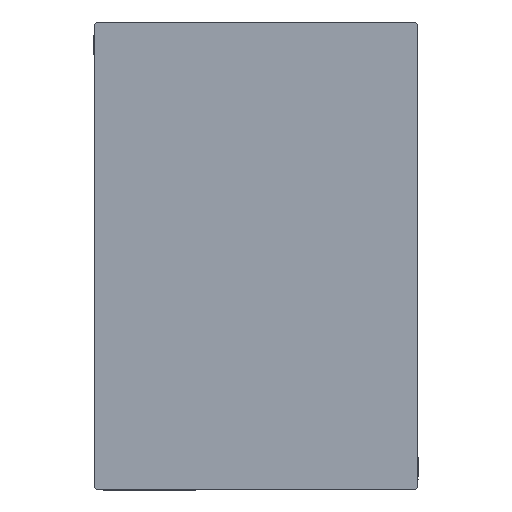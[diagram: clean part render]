
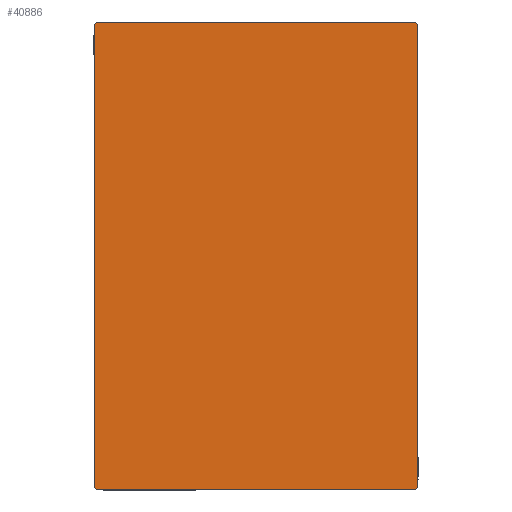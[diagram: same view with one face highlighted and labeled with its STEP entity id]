
A CAD part, left-side view. The second image highlights one B-rep face of the part: STEP entity #40886.
In plain terms, the highlighted face is planar.
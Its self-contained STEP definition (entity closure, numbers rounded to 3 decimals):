
#13 = CARTESIAN_POINT ( 'NONE',  ( 70., -27.35, -27.35 ) ) ;
#1464 = VERTEX_POINT ( 'NONE', #6518 ) ;
#1582 = CARTESIAN_POINT ( 'NONE',  ( 70., -22.2, 32.5 ) ) ;
#3724 = VERTEX_POINT ( 'NONE', #43871 ) ;
#3814 = CARTESIAN_POINT ( 'NONE',  ( 70., -22.2, -32.5 ) ) ;
#4749 = EDGE_CURVE ( 'NONE', #42025, #11997, #6532, .T. ) ;
#4853 = CARTESIAN_POINT ( 'NONE',  ( 70., 22.5, 32.5 ) ) ;
#4975 = ORIENTED_EDGE ( 'NONE', *, *, #22796, .T. ) ;
#4990 = FACE_OUTER_BOUND ( 'NONE', #26769, .T. ) ;
#6151 = DIRECTION ( 'NONE',  ( 0., 0.707, 0.707 ) ) ;
#6266 = DIRECTION ( 'NONE',  ( 0., -0.707, 0.707 ) ) ;
#6518 = CARTESIAN_POINT ( 'NONE',  ( 70., -22.5, 32.2 ) ) ;
#6532 = LINE ( 'NONE', #39614, #16484 ) ;
#6958 = CARTESIAN_POINT ( 'NONE',  ( 70., 27.35, 27.35 ) ) ;
#7813 = DIRECTION ( 'NONE',  ( 0., 0., -1. ) ) ;
#9542 = ORIENTED_EDGE ( 'NONE', *, *, #12657, .T. ) ;
#10813 = DIRECTION ( 'NONE',  ( 0., 0.707, -0.707 ) ) ;
#11570 = PLANE ( 'NONE',  #29148 ) ;
#11681 = CARTESIAN_POINT ( 'NONE',  ( 70., -22.5, -32.5 ) ) ;
#11997 = VERTEX_POINT ( 'NONE', #30921 ) ;
#12657 = EDGE_CURVE ( 'NONE', #44392, #14171, #22691, .T. ) ;
#14171 = VERTEX_POINT ( 'NONE', #1582 ) ;
#14420 = CARTESIAN_POINT ( 'NONE',  ( 70., -27.35, 27.35 ) ) ;
#14574 = ORIENTED_EDGE ( 'NONE', *, *, #28803, .T. ) ;
#14683 = VECTOR ( 'NONE', #26012, 1000. ) ;
#14877 = VECTOR ( 'NONE', #10813, 1000. ) ;
#15359 = LINE ( 'NONE', #44004, #34950 ) ;
#16484 = VECTOR ( 'NONE', #42688, 1000. ) ;
#20797 = ORIENTED_EDGE ( 'NONE', *, *, #35228, .T. ) ;
#21068 = VECTOR ( 'NONE', #40302, 1000. ) ;
#22071 = EDGE_CURVE ( 'NONE', #11997, #44392, #39119, .T. ) ;
#22691 = LINE ( 'NONE', #4853, #21068 ) ;
#22796 = EDGE_CURVE ( 'NONE', #3724, #42025, #45574, .T. ) ;
#25273 = CARTESIAN_POINT ( 'NONE',  ( 70., 22.2, 32.5 ) ) ;
#25713 = CARTESIAN_POINT ( 'NONE',  ( 70., 22.5, -32.2 ) ) ;
#26012 = DIRECTION ( 'NONE',  ( 0., 1., 0. ) ) ;
#26135 = CARTESIAN_POINT ( 'NONE',  ( 70., 0., 0. ) ) ;
#26769 = EDGE_LOOP ( 'NONE', ( #20797, #4975, #39812, #42409, #9542, #14574, #29137, #43110 ) ) ;
#28803 = EDGE_CURVE ( 'NONE', #14171, #1464, #34876, .T. ) ;
#29137 = ORIENTED_EDGE ( 'NONE', *, *, #34777, .T. ) ;
#29148 = AXIS2_PLACEMENT_3D ( 'NONE', #26135, #40444, #7813 ) ;
#29310 = LINE ( 'NONE', #11681, #14683 ) ;
#29384 = VECTOR ( 'NONE', #42370, 1000. ) ;
#29948 = DIRECTION ( 'NONE',  ( 0., 0., -1. ) ) ;
#30921 = CARTESIAN_POINT ( 'NONE',  ( 70., 22.5, 32.2 ) ) ;
#32168 = VECTOR ( 'NONE', #6266, 1000. ) ;
#32197 = LINE ( 'NONE', #13, #14877 ) ;
#34612 = VERTEX_POINT ( 'NONE', #38878 ) ;
#34777 = EDGE_CURVE ( 'NONE', #1464, #34612, #15359, .T. ) ;
#34876 = LINE ( 'NONE', #14420, #29384 ) ;
#34950 = VECTOR ( 'NONE', #29948, 1000. ) ;
#35015 = CARTESIAN_POINT ( 'NONE',  ( 70., 27.35, -27.35 ) ) ;
#35228 = EDGE_CURVE ( 'NONE', #39014, #3724, #29310, .T. ) ;
#36670 = VECTOR ( 'NONE', #6151, 1000. ) ;
#38878 = CARTESIAN_POINT ( 'NONE',  ( 70., -22.5, -32.2 ) ) ;
#39014 = VERTEX_POINT ( 'NONE', #3814 ) ;
#39119 = LINE ( 'NONE', #6958, #32168 ) ;
#39614 = CARTESIAN_POINT ( 'NONE',  ( 70., 22.5, -32.5 ) ) ;
#39812 = ORIENTED_EDGE ( 'NONE', *, *, #4749, .T. ) ;
#40302 = DIRECTION ( 'NONE',  ( 0., -1., 0. ) ) ;
#40444 = DIRECTION ( 'NONE',  ( 1., 0., 0. ) ) ;
#40886 = ADVANCED_FACE ( 'NONE', ( #4990 ), #11570, .T. ) ;
#42025 = VERTEX_POINT ( 'NONE', #25713 ) ;
#42370 = DIRECTION ( 'NONE',  ( 0., -0.707, -0.707 ) ) ;
#42409 = ORIENTED_EDGE ( 'NONE', *, *, #22071, .T. ) ;
#42597 = EDGE_CURVE ( 'NONE', #34612, #39014, #32197, .T. ) ;
#42688 = DIRECTION ( 'NONE',  ( 0., 0., 1. ) ) ;
#43110 = ORIENTED_EDGE ( 'NONE', *, *, #42597, .T. ) ;
#43871 = CARTESIAN_POINT ( 'NONE',  ( 70., 22.2, -32.5 ) ) ;
#44004 = CARTESIAN_POINT ( 'NONE',  ( 70., -22.5, 32.5 ) ) ;
#44392 = VERTEX_POINT ( 'NONE', #25273 ) ;
#45574 = LINE ( 'NONE', #35015, #36670 ) ;
